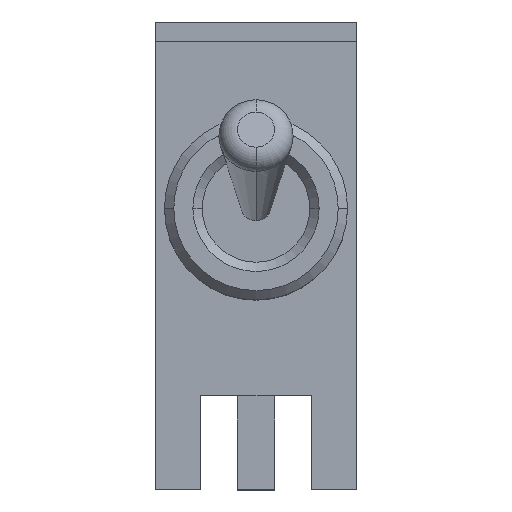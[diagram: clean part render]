
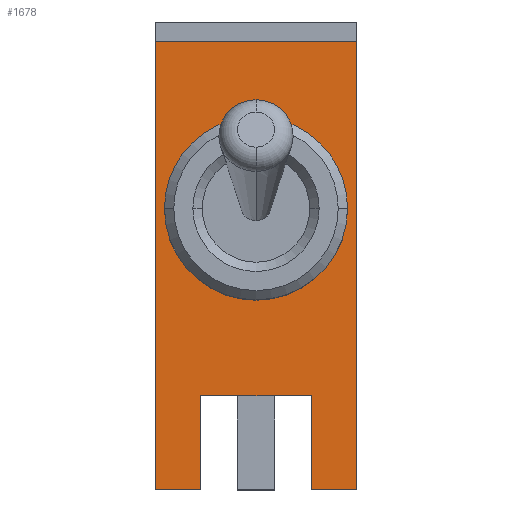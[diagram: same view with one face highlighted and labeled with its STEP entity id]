
A CAD part, top view. The second image highlights one B-rep face of the part: STEP entity #1678.
In plain terms, the highlighted planar face has unit normal (0, 0, 1).
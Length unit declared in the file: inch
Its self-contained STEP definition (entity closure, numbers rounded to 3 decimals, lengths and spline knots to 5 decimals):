
#81 = EDGE_CURVE ( 'NONE', #2322, #1926, #118, .T. ) ;
#85 = VECTOR ( 'NONE', #2426, 39.37008 ) ;
#91 = ORIENTED_EDGE ( 'NONE', *, *, #1777, .T. ) ;
#97 = LINE ( 'NONE', #775, #575 ) ;
#100 = VECTOR ( 'NONE', #379, 39.37008 ) ;
#101 = EDGE_CURVE ( 'NONE', #1551, #672, #176, .T. ) ;
#112 = CARTESIAN_POINT ( 'NONE',  ( 0., 0., 0.354 ) ) ;
#114 = CARTESIAN_POINT ( 'NONE',  ( 0.1515, 0.4005, 0.354 ) ) ;
#118 = LINE ( 'NONE', #1069, #85 ) ;
#124 = ORIENTED_EDGE ( 'NONE', *, *, #579, .F. ) ;
#169 = VECTOR ( 'NONE', #2143, 39.37008 ) ;
#172 = CARTESIAN_POINT ( 'NONE',  ( 0., 0.474, 0.354 ) ) ;
#176 = CIRCLE ( 'NONE', #1331, 0.1225 ) ;
#224 = EDGE_CURVE ( 'NONE', #1012, #570, #1826, .T. ) ;
#315 = VERTEX_POINT ( 'NONE', #1097 ) ;
#319 = VERTEX_POINT ( 'NONE', #1744 ) ;
#329 = VECTOR ( 'NONE', #1531, 39.37008 ) ;
#344 = VECTOR ( 'NONE', #1357, 39.37008 ) ;
#379 = DIRECTION ( 'NONE',  ( 0., -1., 0. ) ) ;
#410 = EDGE_CURVE ( 'NONE', #1124, #315, #2371, .T. ) ;
#414 = CARTESIAN_POINT ( 'NONE',  ( 0., 0.474, 0.354 ) ) ;
#459 = DIRECTION ( 'NONE',  ( 0., 1., 0. ) ) ;
#464 = ORIENTED_EDGE ( 'NONE', *, *, #1362, .T. ) ;
#469 = EDGE_CURVE ( 'NONE', #2514, #2277, #584, .T. ) ;
#481 = LINE ( 'NONE', #1748, #2546 ) ;
#492 = CARTESIAN_POINT ( 'NONE',  ( 0.1185, 0.3505, 0.354 ) ) ;
#525 = DIRECTION ( 'NONE',  ( 0., 0., 1. ) ) ;
#535 = ORIENTED_EDGE ( 'NONE', *, *, #469, .T. ) ;
#570 = VERTEX_POINT ( 'NONE', #414 ) ;
#575 = VECTOR ( 'NONE', #980, 39.37008 ) ;
#579 = EDGE_CURVE ( 'NONE', #1365, #319, #1413, .T. ) ;
#584 = LINE ( 'NONE', #1163, #1131 ) ;
#585 = DIRECTION ( 'NONE',  ( 0., 0., 1. ) ) ;
#606 = EDGE_LOOP ( 'NONE', ( #2274, #1720, #1410, #124, #756, #945 ) ) ;
#672 = VERTEX_POINT ( 'NONE', #1592 ) ;
#677 = VECTOR ( 'NONE', #906, 39.37008 ) ;
#701 = CARTESIAN_POINT ( 'NONE',  ( 0.1185, 0.3505, 0.354 ) ) ;
#706 = DIRECTION ( 'NONE',  ( 1., 0., 0. ) ) ;
#707 = LINE ( 'NONE', #172, #100 ) ;
#756 = ORIENTED_EDGE ( 'NONE', *, *, #1965, .F. ) ;
#775 = CARTESIAN_POINT ( 'NONE',  ( 0., -0.126, 0.354 ) ) ;
#776 = CARTESIAN_POINT ( 'NONE',  ( 0.209, 0., 0.354 ) ) ;
#790 = ORIENTED_EDGE ( 'NONE', *, *, #1743, .T. ) ;
#820 = AXIS2_PLACEMENT_3D ( 'NONE', #112, #525, #1937 ) ;
#844 = CARTESIAN_POINT ( 'NONE',  ( 0.1185, 0.37138, 0.354 ) ) ;
#906 = DIRECTION ( 'NONE',  ( -1., 0., 0. ) ) ;
#945 = ORIENTED_EDGE ( 'NONE', *, *, #101, .F. ) ;
#980 = DIRECTION ( 'NONE',  ( 1., 0., 0. ) ) ;
#991 = VECTOR ( 'NONE', #1199, 39.37008 ) ;
#994 = CARTESIAN_POINT ( 'NONE',  ( 0.209, -0.126, 0.354 ) ) ;
#1012 = VERTEX_POINT ( 'NONE', #1643 ) ;
#1069 = CARTESIAN_POINT ( 'NONE',  ( 0.1185, 0.4005, 0.354 ) ) ;
#1070 = CARTESIAN_POINT ( 'NONE',  ( 0.135, 0.25, 0.354 ) ) ;
#1097 = CARTESIAN_POINT ( 'NONE',  ( 0.209, -0.126, 0.354 ) ) ;
#1124 = VERTEX_POINT ( 'NONE', #776 ) ;
#1131 = VECTOR ( 'NONE', #459, 39.37008 ) ;
#1151 = FACE_BOUND ( 'NONE', #606, .T. ) ;
#1163 = CARTESIAN_POINT ( 'NONE',  ( 0.061, -0.126, 0.354 ) ) ;
#1199 = DIRECTION ( 'NONE',  ( 1., 0., 0. ) ) ;
#1220 = AXIS2_PLACEMENT_3D ( 'NONE', #1070, #2465, #1274 ) ;
#1225 = LINE ( 'NONE', #701, #677 ) ;
#1274 = DIRECTION ( 'NONE',  ( 1., 0., 0. ) ) ;
#1299 = CARTESIAN_POINT ( 'NONE',  ( 0.1515, 0.37138, 0.354 ) ) ;
#1331 = AXIS2_PLACEMENT_3D ( 'NONE', #2611, #1916, #706 ) ;
#1357 = DIRECTION ( 'NONE',  ( 0., 1., 0. ) ) ;
#1359 = EDGE_CURVE ( 'NONE', #1926, #1551, #2242, .T. ) ;
#1362 = EDGE_CURVE ( 'NONE', #570, #2548, #707, .T. ) ;
#1365 = VERTEX_POINT ( 'NONE', #1299 ) ;
#1384 = CARTESIAN_POINT ( 'NONE',  ( 0.061, -0.126, 0.354 ) ) ;
#1410 = ORIENTED_EDGE ( 'NONE', *, *, #1577, .F. ) ;
#1413 = LINE ( 'NONE', #114, #329 ) ;
#1463 = ORIENTED_EDGE ( 'NONE', *, *, #410, .T. ) ;
#1531 = DIRECTION ( 'NONE',  ( 0., -1., 0. ) ) ;
#1551 = VERTEX_POINT ( 'NONE', #2504 ) ;
#1577 = EDGE_CURVE ( 'NONE', #319, #2322, #1225, .T. ) ;
#1592 = CARTESIAN_POINT ( 'NONE',  ( 0.2575, 0.25, 0.354 ) ) ;
#1643 = CARTESIAN_POINT ( 'NONE',  ( 0.27, 0.474, 0.354 ) ) ;
#1678 = ADVANCED_FACE ( 'NONE', ( #1151, #2090 ), #1745, .T. ) ;
#1720 = ORIENTED_EDGE ( 'NONE', *, *, #81, .F. ) ;
#1743 = EDGE_CURVE ( 'NONE', #2548, #2514, #97, .T. ) ;
#1744 = CARTESIAN_POINT ( 'NONE',  ( 0.1515, 0.3505, 0.354 ) ) ;
#1745 = PLANE ( 'NONE',  #820 ) ;
#1748 = CARTESIAN_POINT ( 'NONE',  ( 0.061, 0., 0.354 ) ) ;
#1777 = EDGE_CURVE ( 'NONE', #315, #2366, #2581, .T. ) ;
#1801 = CARTESIAN_POINT ( 'NONE',  ( 0.135, 0.25, 0.354 ) ) ;
#1826 = LINE ( 'NONE', #2102, #2218 ) ;
#1898 = CARTESIAN_POINT ( 'NONE',  ( 0.061, 0., 0.354 ) ) ;
#1903 = ORIENTED_EDGE ( 'NONE', *, *, #2449, .T. ) ;
#1916 = DIRECTION ( 'NONE',  ( 0., 0., 1. ) ) ;
#1926 = VERTEX_POINT ( 'NONE', #844 ) ;
#1937 = DIRECTION ( 'NONE',  ( 1., 0., 0. ) ) ;
#1939 = DIRECTION ( 'NONE',  ( 1., 0., 0. ) ) ;
#1965 = EDGE_CURVE ( 'NONE', #672, #1365, #2088, .T. ) ;
#1993 = DIRECTION ( 'NONE',  ( 1., 0., 0. ) ) ;
#2077 = DIRECTION ( 'NONE',  ( -1., 0., 0. ) ) ;
#2088 = CIRCLE ( 'NONE', #1220, 0.1225 ) ;
#2090 = FACE_OUTER_BOUND ( 'NONE', #2600, .T. ) ;
#2102 = CARTESIAN_POINT ( 'NONE',  ( 0., 0.474, 0.354 ) ) ;
#2122 = CARTESIAN_POINT ( 'NONE',  ( 0.27, -0.126, 0.354 ) ) ;
#2143 = DIRECTION ( 'NONE',  ( 0., -1., 0. ) ) ;
#2186 = CARTESIAN_POINT ( 'NONE',  ( 0., -0.126, 0.354 ) ) ;
#2218 = VECTOR ( 'NONE', #2077, 39.37008 ) ;
#2242 = CIRCLE ( 'NONE', #2399, 0.1225 ) ;
#2274 = ORIENTED_EDGE ( 'NONE', *, *, #1359, .F. ) ;
#2277 = VERTEX_POINT ( 'NONE', #1898 ) ;
#2298 = ORIENTED_EDGE ( 'NONE', *, *, #2386, .T. ) ;
#2322 = VERTEX_POINT ( 'NONE', #492 ) ;
#2334 = ORIENTED_EDGE ( 'NONE', *, *, #224, .T. ) ;
#2366 = VERTEX_POINT ( 'NONE', #2122 ) ;
#2371 = LINE ( 'NONE', #2481, #169 ) ;
#2386 = EDGE_CURVE ( 'NONE', #2277, #1124, #481, .T. ) ;
#2399 = AXIS2_PLACEMENT_3D ( 'NONE', #1801, #585, #1993 ) ;
#2426 = DIRECTION ( 'NONE',  ( 0., 1., 0. ) ) ;
#2428 = LINE ( 'NONE', #2549, #344 ) ;
#2449 = EDGE_CURVE ( 'NONE', #2366, #1012, #2428, .T. ) ;
#2465 = DIRECTION ( 'NONE',  ( 0., 0., 1. ) ) ;
#2481 = CARTESIAN_POINT ( 'NONE',  ( 0.209, -0.126, 0.354 ) ) ;
#2504 = CARTESIAN_POINT ( 'NONE',  ( 0.0125, 0.25, 0.354 ) ) ;
#2514 = VERTEX_POINT ( 'NONE', #1384 ) ;
#2546 = VECTOR ( 'NONE', #1939, 39.37008 ) ;
#2548 = VERTEX_POINT ( 'NONE', #2186 ) ;
#2549 = CARTESIAN_POINT ( 'NONE',  ( 0.27, 0.474, 0.354 ) ) ;
#2581 = LINE ( 'NONE', #994, #991 ) ;
#2600 = EDGE_LOOP ( 'NONE', ( #464, #790, #535, #2298, #1463, #91, #1903, #2334 ) ) ;
#2611 = CARTESIAN_POINT ( 'NONE',  ( 0.135, 0.25, 0.354 ) ) ;
